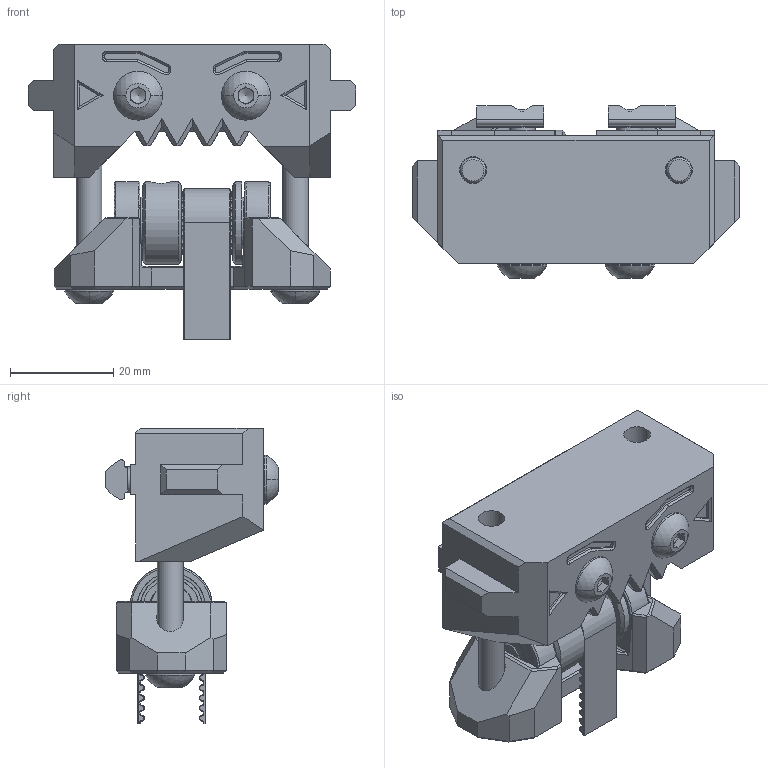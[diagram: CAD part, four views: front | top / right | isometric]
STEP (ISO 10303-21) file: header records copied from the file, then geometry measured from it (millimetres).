
FILE_DESCRIPTION(('HOOPS Exchange Step'),'2;1');
FILE_NAME('temp_export','2024-11-08T15:15:38+01:00',('manu'),('Shapr3D Limited'),'HOOPS Exchange 2024.2','Shapr3D','Authorized');
FILE_SCHEMA( ('AUTOMOTIVE_DESIGN { 1 0 10303 214 1 1 1 1 }') );
Length unit declared in the file: millimetre
Products named in the file (5): M5 Nut:1:1; M5x30 BHCS:2:1; 2020 Drop-in T-nut, M5 (53):2:1; BZI_Bearings.step; root
Assembly tree (4 placements, depth 3):
  root
    BZI_Bearings.step
      M5 Nut:1:1
      M5x30 BHCS:2:1
      2020 Drop-in T-nut, M5 (53):2:1
Bounding box: 63.6 x 33.45 x 57.35 mm (x, y, z)
Volume: 39062.9 mm3; surface area: 23133.8 mm2
Topology: 37 solids, 37 shells, 1788 faces, 4566 edges, 2836 vertices
Faces by surface type: plane 769, cone 475, cylinder 466, torus 30, sphere 24, bspline 24
Full cylindrical faces by diameter (mm): 3 x2, 4.2 x2, 5 x12, 5.2 x4, 5.25 x2, 5.3 x4, 8 x2, 8.4 x8, 9.5 x4, 10 x2, 12 x4, 13.22 x8, 16 x4
Entity records: 61048 total; most frequent: CARTESIAN_POINT 17992, ORIENTED_EDGE 9068, DIRECTION 9012, EDGE_CURVE 4534, AXIS2_PLACEMENT_3D 3441, VERTEX_POINT 2836, VECTOR 2130, LINE 2130
